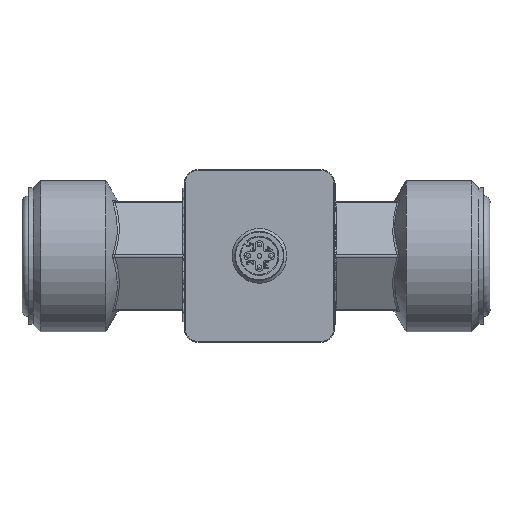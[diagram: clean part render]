
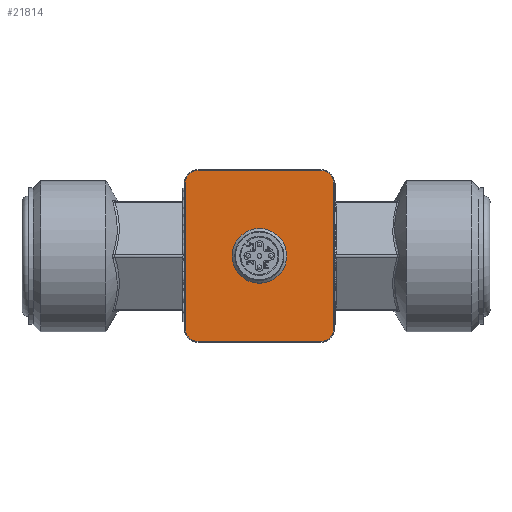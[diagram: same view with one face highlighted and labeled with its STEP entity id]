
A CAD part, top view. The second image highlights one B-rep face of the part: STEP entity #21814.
In plain terms, the highlighted planar face has unit normal (0, 0, 1).
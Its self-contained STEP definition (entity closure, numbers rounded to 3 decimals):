
#125=FACE_BOUND('',#7247,.T.);
#521=PLANE('',#23171);
#1956=LINE('',#38389,#4050);
#1957=LINE('',#38393,#4051);
#1958=LINE('',#38397,#4052);
#1959=LINE('',#38401,#4053);
#4050=VECTOR('',#26421,10.);
#4051=VECTOR('',#26424,10.);
#4052=VECTOR('',#26427,10.);
#4053=VECTOR('',#26430,10.);
#5963=FACE_OUTER_BOUND('',#7246,.T.);
#7246=EDGE_LOOP('',(#18100,#18101,#18102,#18103,#18104,#18105,#18106,#18107));
#7247=EDGE_LOOP('',(#18108));
#8077=CIRCLE('',#23059,6.);
#8114=CIRCLE('',#23172,2.8);
#8115=CIRCLE('',#23173,2.8);
#8116=CIRCLE('',#23174,2.8);
#8117=CIRCLE('',#23175,2.8);
#9995=VERTEX_POINT('',#37366);
#10188=VERTEX_POINT('',#38387);
#10189=VERTEX_POINT('',#38388);
#10190=VERTEX_POINT('',#38390);
#10191=VERTEX_POINT('',#38392);
#10192=VERTEX_POINT('',#38394);
#10193=VERTEX_POINT('',#38396);
#10194=VERTEX_POINT('',#38398);
#10195=VERTEX_POINT('',#38400);
#12694=EDGE_CURVE('',#9995,#9995,#8077,.T.);
#12985=EDGE_CURVE('',#10188,#10189,#1956,.T.);
#12986=EDGE_CURVE('',#10190,#10188,#8114,.T.);
#12987=EDGE_CURVE('',#10191,#10190,#1957,.T.);
#12988=EDGE_CURVE('',#10192,#10191,#8115,.T.);
#12989=EDGE_CURVE('',#10193,#10192,#1958,.T.);
#12990=EDGE_CURVE('',#10194,#10193,#8116,.T.);
#12991=EDGE_CURVE('',#10195,#10194,#1959,.T.);
#12992=EDGE_CURVE('',#10189,#10195,#8117,.T.);
#18100=ORIENTED_EDGE('',*,*,#12985,.F.);
#18101=ORIENTED_EDGE('',*,*,#12986,.F.);
#18102=ORIENTED_EDGE('',*,*,#12987,.F.);
#18103=ORIENTED_EDGE('',*,*,#12988,.F.);
#18104=ORIENTED_EDGE('',*,*,#12989,.F.);
#18105=ORIENTED_EDGE('',*,*,#12990,.F.);
#18106=ORIENTED_EDGE('',*,*,#12991,.F.);
#18107=ORIENTED_EDGE('',*,*,#12992,.F.);
#18108=ORIENTED_EDGE('',*,*,#12694,.T.);
#21814=ADVANCED_FACE('',(#5963,#125),#521,.F.);
#23059=AXIS2_PLACEMENT_3D('',#37368,#26005,#26006);
#23171=AXIS2_PLACEMENT_3D('',#38386,#26419,#26420);
#23172=AXIS2_PLACEMENT_3D('',#38391,#26422,#26423);
#23173=AXIS2_PLACEMENT_3D('',#38395,#26425,#26426);
#23174=AXIS2_PLACEMENT_3D('',#38399,#26428,#26429);
#23175=AXIS2_PLACEMENT_3D('',#38402,#26431,#26432);
#26005=DIRECTION('center_axis',(0.,0.,
-1.));
#26006=DIRECTION('ref_axis',(-1.,0.,0.));
#26419=DIRECTION('center_axis',(0.,0.,
-1.));
#26420=DIRECTION('ref_axis',(-1.,0.,0.));
#26421=DIRECTION('',(-1.,0.,0.));
#26422=DIRECTION('center_axis',(0.,0.,
-1.));
#26423=DIRECTION('ref_axis',(0.707,-0.707,0.));
#26424=DIRECTION('',(0.,-1.,0.));
#26425=DIRECTION('center_axis',(0.,0.,
-1.));
#26426=DIRECTION('ref_axis',(0.707,0.707,0.));
#26427=DIRECTION('',(1.,0.,0.));
#26428=DIRECTION('center_axis',(0.,0.,
-1.));
#26429=DIRECTION('ref_axis',(-0.707,0.707,0.));
#26430=DIRECTION('',(0.,1.,0.));
#26431=DIRECTION('center_axis',(0.,0.,
-1.));
#26432=DIRECTION('ref_axis',(-0.707,-0.707,0.));
#37366=CARTESIAN_POINT('',(6.,0.,30.));
#37368=CARTESIAN_POINT('Origin',(0.,0.,
30.));
#38386=CARTESIAN_POINT('Origin',(0.,0.,
30.));
#38387=CARTESIAN_POINT('',(13.5,-18.8,30.));
#38388=CARTESIAN_POINT('',(-13.5,-18.8,30.));
#38389=CARTESIAN_POINT('',(6.75,-18.8,30.));
#38390=CARTESIAN_POINT('',(16.3,-16.,30.));
#38391=CARTESIAN_POINT('Origin',(13.5,-16.,30.));
#38392=CARTESIAN_POINT('',(16.3,16.,30.));
#38393=CARTESIAN_POINT('',(16.3,8.,30.));
#38394=CARTESIAN_POINT('',(13.5,18.8,30.));
#38395=CARTESIAN_POINT('Origin',(13.5,16.,30.));
#38396=CARTESIAN_POINT('',(-13.5,18.8,30.));
#38397=CARTESIAN_POINT('',(-6.75,18.8,30.));
#38398=CARTESIAN_POINT('',(-16.3,16.,30.));
#38399=CARTESIAN_POINT('Origin',(-13.5,16.,30.));
#38400=CARTESIAN_POINT('',(-16.3,-16.,30.));
#38401=CARTESIAN_POINT('',(-16.3,-8.,30.));
#38402=CARTESIAN_POINT('Origin',(-13.5,-16.,30.));
